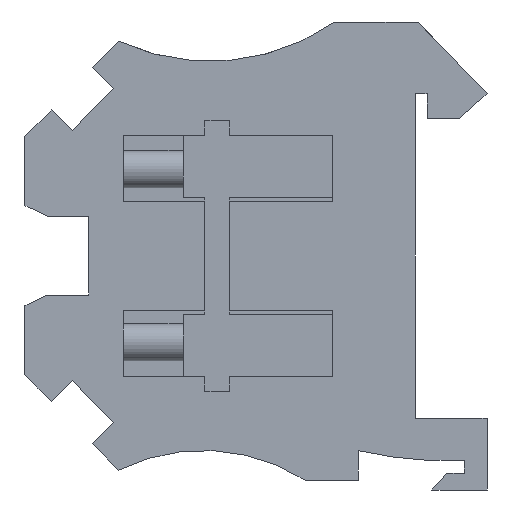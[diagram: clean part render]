
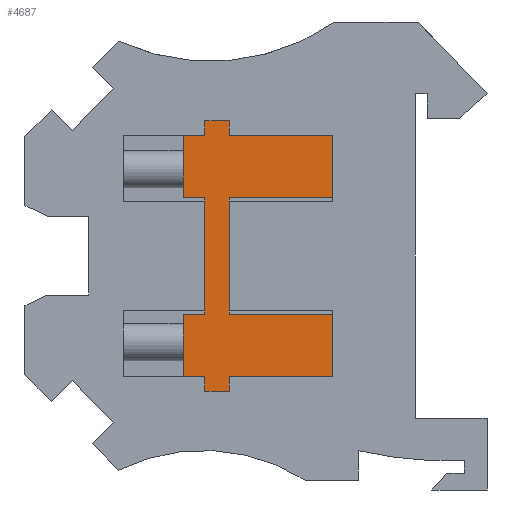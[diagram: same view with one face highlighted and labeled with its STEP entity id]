
A CAD part, left-side view. The second image highlights one B-rep face of the part: STEP entity #4687.
In plain terms, the highlighted planar face has unit normal (-1, 0, 0).
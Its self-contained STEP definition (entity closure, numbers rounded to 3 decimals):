
#1444=DIRECTION('',(0.,1.,0.));
#1445=VECTOR('',#1444,2.2);
#1446=CARTESIAN_POINT('',(0.1,28.7,11.532));
#1447=LINE('',#1446,#1445);
#1554=DIRECTION('',(0.,0.,1.));
#1555=VECTOR('',#1554,6.3);
#1556=CARTESIAN_POINT('',(0.1,15.7,11.532));
#1557=LINE('',#1556,#1555);
#1570=DIRECTION('',(0.,0.,-1.));
#1571=VECTOR('',#1570,6.3);
#1572=CARTESIAN_POINT('',(0.1,30.9,17.832));
#1573=LINE('',#1572,#1571);
#1574=DIRECTION('',(0.,1.,0.));
#1575=VECTOR('',#1574,2.2);
#1576=CARTESIAN_POINT('',(0.1,28.7,17.832));
#1577=LINE('',#1576,#1575);
#1578=DIRECTION('',(0.,0.,-1.));
#1579=VECTOR('',#1578,0.4);
#1580=CARTESIAN_POINT('',(0.1,28.7,18.232));
#1581=LINE('',#1580,#1579);
#1582=DIRECTION('',(0.,0.,-1.));
#1583=VECTOR('',#1582,0.4);
#1584=CARTESIAN_POINT('',(0.1,28.7,29.768));
#1585=LINE('',#1584,#1583);
#1586=DIRECTION('',(0.,-1.,0.));
#1587=VECTOR('',#1586,2.2);
#1588=CARTESIAN_POINT('',(0.1,30.9,29.768));
#1589=LINE('',#1588,#1587);
#1590=DIRECTION('',(0.,0.,-1.));
#1591=VECTOR('',#1590,6.3);
#1592=CARTESIAN_POINT('',(0.1,30.9,36.068));
#1593=LINE('',#1592,#1591);
#1594=DIRECTION('',(0.,-1.,0.));
#1595=VECTOR('',#1594,10.5);
#1596=CARTESIAN_POINT('',(0.1,26.2,29.768));
#1597=LINE('',#1596,#1595);
#1598=DIRECTION('',(0.,0.,1.));
#1599=VECTOR('',#1598,0.4);
#1600=CARTESIAN_POINT('',(0.1,26.2,29.368));
#1601=LINE('',#1600,#1599);
#1602=DIRECTION('',(0.,0.,1.));
#1603=VECTOR('',#1602,0.4);
#1604=CARTESIAN_POINT('',(0.1,26.2,17.832));
#1605=LINE('',#1604,#1603);
#1606=DIRECTION('',(0.,1.,0.));
#1607=VECTOR('',#1606,10.5);
#1608=CARTESIAN_POINT('',(0.1,15.7,17.832));
#1609=LINE('',#1608,#1607);
#1640=DIRECTION('',(0.,1.,0.));
#1641=VECTOR('',#1640,2.2);
#1642=CARTESIAN_POINT('',(0.1,28.7,36.068));
#1643=LINE('',#1642,#1641);
#1666=DIRECTION('',(0.,0.,-1.));
#1667=VECTOR('',#1666,11.136);
#1668=CARTESIAN_POINT('',(0.1,28.7,29.368));
#1669=LINE('',#1668,#1667);
#1712=DIRECTION('',(0.,0.,-1.));
#1713=VECTOR('',#1712,1.5);
#1714=CARTESIAN_POINT('',(0.1,28.7,37.568));
#1715=LINE('',#1714,#1713);
#1720=DIRECTION('',(0.,1.,0.));
#1721=VECTOR('',#1720,2.5);
#1722=CARTESIAN_POINT('',(0.1,26.2,37.568));
#1723=LINE('',#1722,#1721);
#1728=DIRECTION('',(0.,0.,1.));
#1729=VECTOR('',#1728,1.5);
#1730=CARTESIAN_POINT('',(0.1,26.2,36.068));
#1731=LINE('',#1730,#1729);
#1736=DIRECTION('',(0.,1.,0.));
#1737=VECTOR('',#1736,10.5);
#1738=CARTESIAN_POINT('',(0.1,15.7,36.068));
#1739=LINE('',#1738,#1737);
#1748=DIRECTION('',(0.,0.,1.));
#1749=VECTOR('',#1748,6.3);
#1750=CARTESIAN_POINT('',(0.1,15.7,29.768));
#1751=LINE('',#1750,#1749);
#1768=DIRECTION('',(0.,0.,1.));
#1769=VECTOR('',#1768,11.136);
#1770=CARTESIAN_POINT('',(0.1,26.2,18.232));
#1771=LINE('',#1770,#1769);
#1776=DIRECTION('',(0.,-1.,0.));
#1777=VECTOR('',#1776,10.5);
#1778=CARTESIAN_POINT('',(0.1,26.2,11.532));
#1779=LINE('',#1778,#1777);
#1784=DIRECTION('',(0.,0.,1.));
#1785=VECTOR('',#1784,1.5);
#1786=CARTESIAN_POINT('',(0.1,26.2,10.032));
#1787=LINE('',#1786,#1785);
#1792=DIRECTION('',(0.,-1.,0.));
#1793=VECTOR('',#1792,2.5);
#1794=CARTESIAN_POINT('',(0.1,28.7,10.032));
#1795=LINE('',#1794,#1793);
#1800=DIRECTION('',(0.,0.,-1.));
#1801=VECTOR('',#1800,1.5);
#1802=CARTESIAN_POINT('',(0.1,28.7,11.532));
#1803=LINE('',#1802,#1801);
#2200=CARTESIAN_POINT('',(0.1,30.9,29.768));
#2201=CARTESIAN_POINT('',(0.1,28.7,29.768));
#2202=VERTEX_POINT('',#2200);
#2203=VERTEX_POINT('',#2201);
#2204=CARTESIAN_POINT('',(0.1,28.7,17.832));
#2205=CARTESIAN_POINT('',(0.1,30.9,17.832));
#2206=VERTEX_POINT('',#2204);
#2207=VERTEX_POINT('',#2205);
#2236=CARTESIAN_POINT('',(0.1,30.9,11.532));
#2237=VERTEX_POINT('',#2236);
#2238=CARTESIAN_POINT('',(0.1,15.7,17.832));
#2239=VERTEX_POINT('',#2238);
#2240=CARTESIAN_POINT('',(0.1,26.2,18.232));
#2241=VERTEX_POINT('',#2240);
#2242=CARTESIAN_POINT('',(0.1,26.2,29.368));
#2243=VERTEX_POINT('',#2242);
#2244=CARTESIAN_POINT('',(0.1,15.7,29.768));
#2245=VERTEX_POINT('',#2244);
#2246=CARTESIAN_POINT('',(0.1,30.9,36.068));
#2247=VERTEX_POINT('',#2246);
#2248=CARTESIAN_POINT('',(0.1,28.7,29.368));
#2249=VERTEX_POINT('',#2248);
#2250=CARTESIAN_POINT('',(0.1,28.7,18.232));
#2251=VERTEX_POINT('',#2250);
#2252=CARTESIAN_POINT('',(0.1,26.2,17.832));
#2253=VERTEX_POINT('',#2252);
#2254=CARTESIAN_POINT('',(0.1,26.2,29.768));
#2255=VERTEX_POINT('',#2254);
#2256=CARTESIAN_POINT('',(0.1,28.7,11.532));
#2257=VERTEX_POINT('',#2256);
#2258=CARTESIAN_POINT('',(0.1,28.7,10.032));
#2259=VERTEX_POINT('',#2258);
#2260=CARTESIAN_POINT('',(0.1,26.2,10.032));
#2261=VERTEX_POINT('',#2260);
#2262=CARTESIAN_POINT('',(0.1,26.2,11.532));
#2263=VERTEX_POINT('',#2262);
#2264=CARTESIAN_POINT('',(0.1,15.7,11.532));
#2265=VERTEX_POINT('',#2264);
#2266=CARTESIAN_POINT('',(0.1,15.7,36.068));
#2267=VERTEX_POINT('',#2266);
#2268=CARTESIAN_POINT('',(0.1,26.2,36.068));
#2269=VERTEX_POINT('',#2268);
#2270=CARTESIAN_POINT('',(0.1,26.2,37.568));
#2271=VERTEX_POINT('',#2270);
#2272=CARTESIAN_POINT('',(0.1,28.7,37.568));
#2273=VERTEX_POINT('',#2272);
#2274=CARTESIAN_POINT('',(0.1,28.7,36.068));
#2275=VERTEX_POINT('',#2274);
#4638=CARTESIAN_POINT('',(0.1,0.,0.));
#4639=DIRECTION('',(-1.,0.,0.));
#4640=DIRECTION('',(0.,0.,1.));
#4641=AXIS2_PLACEMENT_3D('',#4638,#4639,#4640);
#4642=PLANE('',#4641);
#4643=ORIENTED_EDGE('',*,*,#4460,.T.);
#4644=ORIENTED_EDGE('',*,*,#4481,.F.);
#4646=ORIENTED_EDGE('',*,*,#4645,.F.);
#4648=ORIENTED_EDGE('',*,*,#4647,.F.);
#4650=ORIENTED_EDGE('',*,*,#4649,.F.);
#4652=ORIENTED_EDGE('',*,*,#4651,.F.);
#4654=ORIENTED_EDGE('',*,*,#4653,.F.);
#4656=ORIENTED_EDGE('',*,*,#4655,.F.);
#4658=ORIENTED_EDGE('',*,*,#4657,.F.);
#4660=ORIENTED_EDGE('',*,*,#4659,.F.);
#4662=ORIENTED_EDGE('',*,*,#4661,.F.);
#4664=ORIENTED_EDGE('',*,*,#4663,.F.);
#4666=ORIENTED_EDGE('',*,*,#4665,.F.);
#4668=ORIENTED_EDGE('',*,*,#4667,.F.);
#4670=ORIENTED_EDGE('',*,*,#4669,.F.);
#4671=ORIENTED_EDGE('',*,*,#4631,.F.);
#4673=ORIENTED_EDGE('',*,*,#4672,.F.);
#4674=ORIENTED_EDGE('',*,*,#4617,.F.);
#4675=ORIENTED_EDGE('',*,*,#4571,.F.);
#4676=ORIENTED_EDGE('',*,*,#4590,.F.);
#4678=ORIENTED_EDGE('',*,*,#4677,.F.);
#4680=ORIENTED_EDGE('',*,*,#4679,.F.);
#4682=ORIENTED_EDGE('',*,*,#4681,.F.);
#4684=ORIENTED_EDGE('',*,*,#4683,.F.);
#4685=EDGE_LOOP('',(#4643,#4644,#4646,#4648,#4650,#4652,#4654,#4656,#4658,#4660,
#4662,#4664,#4666,#4668,#4670,#4671,#4673,#4674,#4675,#4676,#4678,#4680,#4682,
#4684));
#4686=FACE_OUTER_BOUND('',#4685,.F.);
#4460=EDGE_CURVE('',#2257,#2237,#1447,.T.);
#4481=EDGE_CURVE('',#2207,#2237,#1573,.T.);
#4571=EDGE_CURVE('',#2239,#2253,#1609,.T.);
#4590=EDGE_CURVE('',#2265,#2239,#1557,.T.);
#4617=EDGE_CURVE('',#2253,#2241,#1605,.T.);
#4631=EDGE_CURVE('',#2243,#2255,#1601,.T.);
#4645=EDGE_CURVE('',#2206,#2207,#1577,.T.);
#4647=EDGE_CURVE('',#2251,#2206,#1581,.T.);
#4649=EDGE_CURVE('',#2249,#2251,#1669,.T.);
#4651=EDGE_CURVE('',#2203,#2249,#1585,.T.);
#4653=EDGE_CURVE('',#2202,#2203,#1589,.T.);
#4655=EDGE_CURVE('',#2247,#2202,#1593,.T.);
#4657=EDGE_CURVE('',#2275,#2247,#1643,.T.);
#4659=EDGE_CURVE('',#2273,#2275,#1715,.T.);
#4661=EDGE_CURVE('',#2271,#2273,#1723,.T.);
#4663=EDGE_CURVE('',#2269,#2271,#1731,.T.);
#4665=EDGE_CURVE('',#2267,#2269,#1739,.T.);
#4667=EDGE_CURVE('',#2245,#2267,#1751,.T.);
#4669=EDGE_CURVE('',#2255,#2245,#1597,.T.);
#4672=EDGE_CURVE('',#2241,#2243,#1771,.T.);
#4677=EDGE_CURVE('',#2263,#2265,#1779,.T.);
#4679=EDGE_CURVE('',#2261,#2263,#1787,.T.);
#4681=EDGE_CURVE('',#2259,#2261,#1795,.T.);
#4683=EDGE_CURVE('',#2257,#2259,#1803,.T.);
#4687=ADVANCED_FACE('',(#4686),#4642,.T.);
